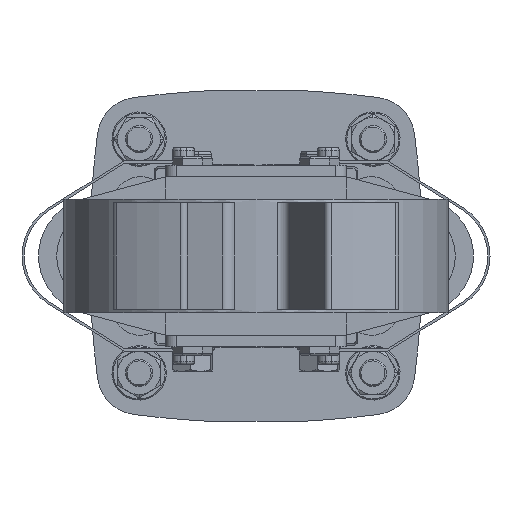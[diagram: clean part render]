
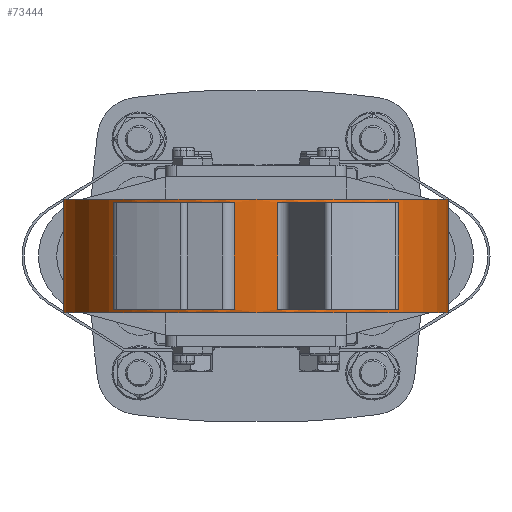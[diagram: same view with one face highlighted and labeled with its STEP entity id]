
A CAD part, front view. The second image highlights one B-rep face of the part: STEP entity #73444.
In plain terms, the highlighted cylindrical face has radius 85 mm (diameter 170 mm), a partial arc.
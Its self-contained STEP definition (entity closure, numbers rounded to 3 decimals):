
#579 = ORIENTED_EDGE ( 'NONE', *, *, #22443, .F. ) ;
#1821 = LINE ( 'NONE', #44994, #62240 ) ;
#2534 = DIRECTION ( 'NONE',  ( 0., 0., -1. ) ) ;
#2634 = ORIENTED_EDGE ( 'NONE', *, *, #67235, .T. ) ;
#2969 = DIRECTION ( 'NONE',  ( 0., 0., -1. ) ) ;
#4142 = DIRECTION ( 'NONE',  ( 1., 0., 0. ) ) ;
#4931 = LINE ( 'NONE', #48131, #76516 ) ;
#5851 = DIRECTION ( 'NONE',  ( 0., 0., -1. ) ) ;
#5986 = CARTESIAN_POINT ( 'NONE',  ( -85., 0., 25. ) ) ;
#7159 = VECTOR ( 'NONE', #22725, 1000. ) ;
#7310 = ORIENTED_EDGE ( 'NONE', *, *, #8739, .T. ) ;
#8575 = CARTESIAN_POINT ( 'NONE',  ( 85., 0., 25. ) ) ;
#8739 = EDGE_CURVE ( 'NONE', #47550, #58379, #58706, .T. ) ;
#9031 = FACE_BOUND ( 'NONE', #48483, .T. ) ;
#9205 = ORIENTED_EDGE ( 'NONE', *, *, #58948, .F. ) ;
#9950 = DIRECTION ( 'NONE',  ( -1., 0., 0. ) ) ;
#10524 = EDGE_CURVE ( 'NONE', #47550, #35888, #44393, .T. ) ;
#10528 = AXIS2_PLACEMENT_3D ( 'NONE', #32901, #60314, #61223 ) ;
#11591 = CARTESIAN_POINT ( 'NONE',  ( 0., 0., -25. ) ) ;
#12014 = DIRECTION ( 'NONE',  ( 0., 0., -1. ) ) ;
#13833 = CARTESIAN_POINT ( 'NONE',  ( 9.671, -84.448, -23.5 ) ) ;
#14292 = VERTEX_POINT ( 'NONE', #5986 ) ;
#15354 = AXIS2_PLACEMENT_3D ( 'NONE', #80882, #67879, #18205 ) ;
#16503 = CARTESIAN_POINT ( 'NONE',  ( 51.51, -67.614, 23.5 ) ) ;
#16601 = CARTESIAN_POINT ( 'NONE',  ( -85., 0., -25. ) ) ;
#17407 = CARTESIAN_POINT ( 'NONE',  ( 0., 0., 25. ) ) ;
#18205 = DIRECTION ( 'NONE',  ( 1., 0., 0. ) ) ;
#18326 = CIRCLE ( 'NONE', #80614, 85. ) ;
#18563 = CARTESIAN_POINT ( 'NONE',  ( 51.51, -67.614, -23.5 ) ) ;
#20556 = CARTESIAN_POINT ( 'NONE',  ( 9.671, -84.448, 23.5 ) ) ;
#22394 = ORIENTED_EDGE ( 'NONE', *, *, #81448, .F. ) ;
#22443 = EDGE_CURVE ( 'NONE', #35888, #30530, #4931, .T. ) ;
#22725 = DIRECTION ( 'NONE',  ( 0., 0., -1. ) ) ;
#23898 = CARTESIAN_POINT ( 'NONE',  ( -51.51, -67.614, 23.5 ) ) ;
#23998 = ORIENTED_EDGE ( 'NONE', *, *, #44357, .T. ) ;
#24342 = LINE ( 'NONE', #23898, #32526 ) ;
#25151 = DIRECTION ( 'NONE',  ( 0., 0., -1. ) ) ;
#26054 = CARTESIAN_POINT ( 'NONE',  ( 0., 0., 23.5 ) ) ;
#26304 = CARTESIAN_POINT ( 'NONE',  ( 85., 0., -25. ) ) ;
#26628 = AXIS2_PLACEMENT_3D ( 'NONE', #83485, #12014, #70036 ) ;
#27192 = CIRCLE ( 'NONE', #15354, 85. ) ;
#28606 = EDGE_CURVE ( 'NONE', #55688, #49928, #24342, .T. ) ;
#28858 = EDGE_CURVE ( 'NONE', #62576, #49928, #54775, .T. ) ;
#30530 = VERTEX_POINT ( 'NONE', #13833 ) ;
#30598 = CARTESIAN_POINT ( 'NONE',  ( -85., 0., 25. ) ) ;
#30615 = AXIS2_PLACEMENT_3D ( 'NONE', #17407, #2534, #9950 ) ;
#30754 = CARTESIAN_POINT ( 'NONE',  ( -9.671, -84.448, -23.5 ) ) ;
#32526 = VECTOR ( 'NONE', #87025, 1000. ) ;
#32901 = CARTESIAN_POINT ( 'NONE',  ( 0., 0., -23.5 ) ) ;
#35268 = VERTEX_POINT ( 'NONE', #86656 ) ;
#35888 = VERTEX_POINT ( 'NONE', #20556 ) ;
#37444 = ORIENTED_EDGE ( 'NONE', *, *, #10524, .F. ) ;
#38611 = DIRECTION ( 'NONE',  ( 0., 0., -1. ) ) ;
#38736 = CYLINDRICAL_SURFACE ( 'NONE', #30615, 85. ) ;
#39060 = DIRECTION ( 'NONE',  ( -1., 0., 0. ) ) ;
#39958 = AXIS2_PLACEMENT_3D ( 'NONE', #26054, #38611, #39060 ) ;
#42403 = CARTESIAN_POINT ( 'NONE',  ( 0., 0., 23.5 ) ) ;
#43610 = DIRECTION ( 'NONE',  ( 0., 0., -1. ) ) ;
#44357 = EDGE_CURVE ( 'NONE', #59646, #62576, #1821, .T. ) ;
#44393 = CIRCLE ( 'NONE', #39958, 85. ) ;
#44994 = CARTESIAN_POINT ( 'NONE',  ( -9.671, -84.448, 23.5 ) ) ;
#47550 = VERTEX_POINT ( 'NONE', #84251 ) ;
#48131 = CARTESIAN_POINT ( 'NONE',  ( 9.671, -84.448, 23.5 ) ) ;
#48483 = EDGE_LOOP ( 'NONE', ( #37444, #7310, #68946, #579 ) ) ;
#48950 = ORIENTED_EDGE ( 'NONE', *, *, #76023, .F. ) ;
#49538 = CIRCLE ( 'NONE', #55465, 85. ) ;
#49928 = VERTEX_POINT ( 'NONE', #63800 ) ;
#51990 = EDGE_LOOP ( 'NONE', ( #48950, #22394, #2634, #79787 ) ) ;
#52929 = DIRECTION ( 'NONE',  ( 0., 0., 1. ) ) ;
#53114 = FACE_BOUND ( 'NONE', #61901, .T. ) ;
#54775 = CIRCLE ( 'NONE', #26628, 85. ) ;
#55465 = AXIS2_PLACEMENT_3D ( 'NONE', #11591, #52929, #4142 ) ;
#55688 = VERTEX_POINT ( 'NONE', #69972 ) ;
#56551 = CARTESIAN_POINT ( 'NONE',  ( -9.671, -84.448, 23.5 ) ) ;
#57912 = ORIENTED_EDGE ( 'NONE', *, *, #28858, .T. ) ;
#58379 = VERTEX_POINT ( 'NONE', #18563 ) ;
#58706 = LINE ( 'NONE', #16503, #90303 ) ;
#58948 = EDGE_CURVE ( 'NONE', #59646, #55688, #18326, .T. ) ;
#59493 = EDGE_CURVE ( 'NONE', #66194, #91043, #49538, .T. ) ;
#59646 = VERTEX_POINT ( 'NONE', #56551 ) ;
#60314 = DIRECTION ( 'NONE',  ( 0., 0., -1. ) ) ;
#61223 = DIRECTION ( 'NONE',  ( -1., 0., 0. ) ) ;
#61901 = EDGE_LOOP ( 'NONE', ( #83187, #9205, #23998, #57912 ) ) ;
#62240 = VECTOR ( 'NONE', #43610, 1000. ) ;
#62576 = VERTEX_POINT ( 'NONE', #30754 ) ;
#63301 = DIRECTION ( 'NONE',  ( 1., 0., 0. ) ) ;
#63800 = CARTESIAN_POINT ( 'NONE',  ( -51.51, -67.614, -23.5 ) ) ;
#64197 = DIRECTION ( 'NONE',  ( 0., 0., -1. ) ) ;
#66166 = FACE_OUTER_BOUND ( 'NONE', #51990, .T. ) ;
#66194 = VERTEX_POINT ( 'NONE', #16601 ) ;
#67235 = EDGE_CURVE ( 'NONE', #14292, #66194, #86328, .T. ) ;
#67879 = DIRECTION ( 'NONE',  ( 0., 0., 1. ) ) ;
#68323 = LINE ( 'NONE', #8575, #78385 ) ;
#68946 = ORIENTED_EDGE ( 'NONE', *, *, #78418, .T. ) ;
#69972 = CARTESIAN_POINT ( 'NONE',  ( -51.51, -67.614, 23.5 ) ) ;
#70036 = DIRECTION ( 'NONE',  ( 1., 0., 0. ) ) ;
#73444 = ADVANCED_FACE ( 'NONE', ( #66166, #9031, #53114 ), #38736, .T. ) ;
#76023 = EDGE_CURVE ( 'NONE', #35268, #91043, #68323, .T. ) ;
#76516 = VECTOR ( 'NONE', #5851, 1000. ) ;
#78385 = VECTOR ( 'NONE', #25151, 1000. ) ;
#78418 = EDGE_CURVE ( 'NONE', #58379, #30530, #87605, .T. ) ;
#79787 = ORIENTED_EDGE ( 'NONE', *, *, #59493, .T. ) ;
#80614 = AXIS2_PLACEMENT_3D ( 'NONE', #42403, #64197, #63301 ) ;
#80882 = CARTESIAN_POINT ( 'NONE',  ( 0., 0., 25. ) ) ;
#81448 = EDGE_CURVE ( 'NONE', #14292, #35268, #27192, .T. ) ;
#83187 = ORIENTED_EDGE ( 'NONE', *, *, #28606, .F. ) ;
#83485 = CARTESIAN_POINT ( 'NONE',  ( 0., 0., -23.5 ) ) ;
#84251 = CARTESIAN_POINT ( 'NONE',  ( 51.51, -67.614, 23.5 ) ) ;
#86328 = LINE ( 'NONE', #30598, #7159 ) ;
#86656 = CARTESIAN_POINT ( 'NONE',  ( 85., 0., 25. ) ) ;
#87025 = DIRECTION ( 'NONE',  ( 0., 0., -1. ) ) ;
#87605 = CIRCLE ( 'NONE', #10528, 85. ) ;
#90303 = VECTOR ( 'NONE', #2969, 1000. ) ;
#91043 = VERTEX_POINT ( 'NONE', #26304 ) ;
